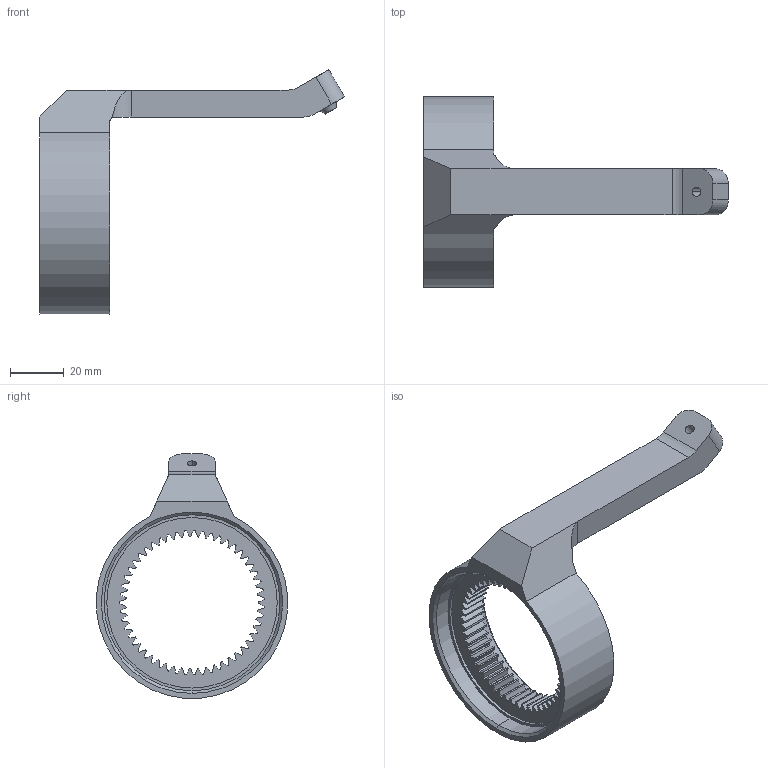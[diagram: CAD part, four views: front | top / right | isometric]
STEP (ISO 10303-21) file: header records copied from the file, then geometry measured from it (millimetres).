
FILE_DESCRIPTION (( 'STEP AP203' ), '1' );
FILE_NAME ('layer one gear.STEP', '2022-08-30T10:24:10', ( '' ), ( '' ), 'SwSTEP 2.0', 'SolidWorks 2020', '' );
FILE_SCHEMA (( 'CONFIG_CONTROL_DESIGN' ));
Length unit declared in the file: millimetre
Products named in the file (1): layer one gear
Bounding box: 112.99 x 70.8 x 90.57 mm (x, y, z)
Volume: 50996.1 mm3; surface area: 21427.9 mm2
Topology: 1 solids, 1 shells, 248 faces, 717 edges, 476 vertices
Faces by surface type: cylinder 225, plane 17, cone 6
Entity records: 8520 total; most frequent: DIRECTION 1663, CARTESIAN_POINT 1466, ORIENTED_EDGE 1434, EDGE_CURVE 717, AXIS2_PLACEMENT_3D 703, VERTEX_POINT 476, CIRCLE 454, EDGE_LOOP 257
